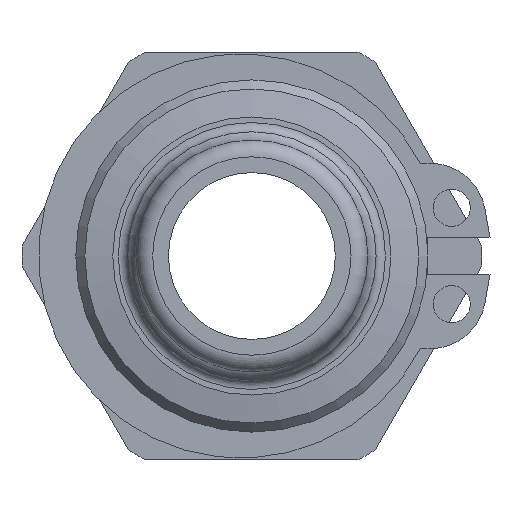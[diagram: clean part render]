
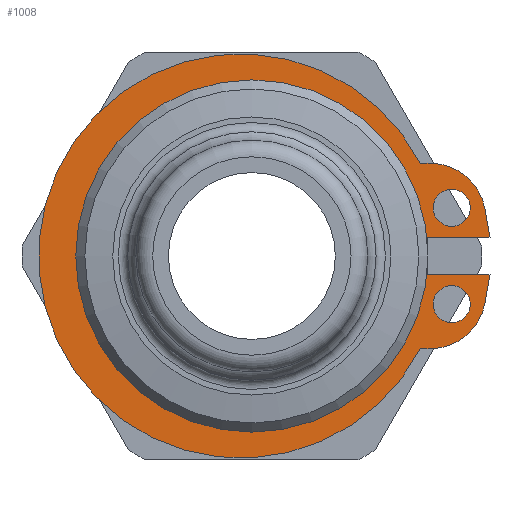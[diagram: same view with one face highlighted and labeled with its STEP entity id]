
A CAD part, left-side view. The second image highlights one B-rep face of the part: STEP entity #1008.
In plain terms, the highlighted planar face has unit normal (-1, 0, 0).
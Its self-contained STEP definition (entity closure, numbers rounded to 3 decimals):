
#32=FACE_BOUND('',#127,.T.);
#33=FACE_BOUND('',#128,.T.);
#44=PLANE('',#1093);
#68=FACE_OUTER_BOUND('',#126,.T.);
#126=EDGE_LOOP('',(#652,#653,#654,#655,#656,#657,#658,#659,#660,#661,#662));
#127=EDGE_LOOP('',(#663));
#128=EDGE_LOOP('',(#664));
#192=LINE('',#1576,#259);
#195=LINE('',#1582,#262);
#196=LINE('',#1584,#263);
#197=LINE('',#1590,#264);
#198=LINE('',#1592,#265);
#199=LINE('',#1596,#266);
#259=VECTOR('',#1241,10.);
#262=VECTOR('',#1246,10.);
#263=VECTOR('',#1247,10.);
#264=VECTOR('',#1252,10.);
#265=VECTOR('',#1253,10.);
#266=VECTOR('',#1256,10.);
#327=CIRCLE('',#1091,3.);
#328=CIRCLE('',#1094,9.);
#329=CIRCLE('',#1095,9.);
#330=CIRCLE('',#1096,3.);
#331=CIRCLE('',#1097,10.9);
#332=CIRCLE('',#1098,1.);
#333=CIRCLE('',#1099,1.);
#405=VERTEX_POINT('',#1569);
#406=VERTEX_POINT('',#1571);
#407=VERTEX_POINT('',#1575);
#409=VERTEX_POINT('',#1581);
#410=VERTEX_POINT('',#1583);
#411=VERTEX_POINT('',#1585);
#412=VERTEX_POINT('',#1587);
#413=VERTEX_POINT('',#1589);
#414=VERTEX_POINT('',#1591);
#415=VERTEX_POINT('',#1593);
#416=VERTEX_POINT('',#1595);
#417=VERTEX_POINT('',#1598);
#418=VERTEX_POINT('',#1600);
#500=EDGE_CURVE('',#405,#406,#327,.T.);
#502=EDGE_CURVE('',#406,#407,#192,.T.);
#505=EDGE_CURVE('',#409,#405,#195,.T.);
#506=EDGE_CURVE('',#410,#409,#196,.T.);
#507=EDGE_CURVE('',#411,#410,#328,.T.);
#508=EDGE_CURVE('',#412,#411,#329,.T.);
#509=EDGE_CURVE('',#413,#412,#197,.T.);
#510=EDGE_CURVE('',#414,#413,#198,.T.);
#511=EDGE_CURVE('',#415,#414,#330,.T.);
#512=EDGE_CURVE('',#416,#415,#199,.T.);
#513=EDGE_CURVE('',#407,#416,#331,.T.);
#514=EDGE_CURVE('',#417,#417,#332,.T.);
#515=EDGE_CURVE('',#418,#418,#333,.T.);
#652=ORIENTED_EDGE('',*,*,#500,.F.);
#653=ORIENTED_EDGE('',*,*,#505,.F.);
#654=ORIENTED_EDGE('',*,*,#506,.F.);
#655=ORIENTED_EDGE('',*,*,#507,.F.);
#656=ORIENTED_EDGE('',*,*,#508,.F.);
#657=ORIENTED_EDGE('',*,*,#509,.F.);
#658=ORIENTED_EDGE('',*,*,#510,.F.);
#659=ORIENTED_EDGE('',*,*,#511,.F.);
#660=ORIENTED_EDGE('',*,*,#512,.F.);
#661=ORIENTED_EDGE('',*,*,#513,.F.);
#662=ORIENTED_EDGE('',*,*,#502,.F.);
#663=ORIENTED_EDGE('',*,*,#514,.T.);
#664=ORIENTED_EDGE('',*,*,#515,.T.);
#1008=ADVANCED_FACE('',(#68,#32,#33),#44,.F.);
#1091=AXIS2_PLACEMENT_3D('',#1572,#1236,#1237);
#1093=AXIS2_PLACEMENT_3D('',#1580,#1244,#1245);
#1094=AXIS2_PLACEMENT_3D('',#1586,#1248,#1249);
#1095=AXIS2_PLACEMENT_3D('',#1588,#1250,#1251);
#1096=AXIS2_PLACEMENT_3D('',#1594,#1254,#1255);
#1097=AXIS2_PLACEMENT_3D('',#1597,#1257,#1258);
#1098=AXIS2_PLACEMENT_3D('',#1599,#1259,#1260);
#1099=AXIS2_PLACEMENT_3D('',#1601,#1261,#1262);
#1236=DIRECTION('center_axis',(1.,0.,0.));
#1237=DIRECTION('ref_axis',(0.,-0.643,-0.766));
#1241=DIRECTION('',(0.,1.,0.));
#1244=DIRECTION('center_axis',(1.,0.,0.));
#1245=DIRECTION('ref_axis',(0.,0.,-1.));
#1246=DIRECTION('',(0.,0.174,-0.985));
#1247=DIRECTION('',(0.,-1.,0.));
#1248=DIRECTION('center_axis',(-1.,0.,0.));
#1249=DIRECTION('ref_axis',(0.,0.,1.));
#1250=DIRECTION('center_axis',(-1.,0.,0.));
#1251=DIRECTION('ref_axis',(0.,0.,1.));
#1252=DIRECTION('',(0.,1.,0.));
#1253=DIRECTION('',(0.,-0.174,-0.985));
#1254=DIRECTION('center_axis',(1.,0.,0.));
#1255=DIRECTION('ref_axis',(0.,-0.643,0.766));
#1256=DIRECTION('',(0.,-1.,0.));
#1257=DIRECTION('center_axis',(1.,0.,0.));
#1258=DIRECTION('ref_axis',(0.,-0.889,-0.459));
#1259=DIRECTION('center_axis',(1.,0.,0.));
#1260=DIRECTION('ref_axis',(0.,0.,-1.));
#1261=DIRECTION('center_axis',(1.,0.,0.));
#1262=DIRECTION('ref_axis',(0.,0.,-1.));
#1569=CARTESIAN_POINT('',(18.3,-12.576,-2.521));
#1571=CARTESIAN_POINT('',(18.3,-9.622,-5.));
#1572=CARTESIAN_POINT('Origin',(18.3,-9.622,-2.));
#1575=CARTESIAN_POINT('',(18.3,-9.086,-5.));
#1576=CARTESIAN_POINT('',(18.3,-12.139,-5.));
#1580=CARTESIAN_POINT('Origin',(18.3,-1.48,0.));
#1581=CARTESIAN_POINT('',(18.3,-12.844,-1.));
#1582=CARTESIAN_POINT('',(18.3,-12.844,-1.));
#1583=CARTESIAN_POINT('',(18.3,-8.944,-1.));
#1584=CARTESIAN_POINT('',(18.3,-8.944,-1.));
#1585=CARTESIAN_POINT('',(18.3,0.,-9.));
#1586=CARTESIAN_POINT('Origin',(18.3,0.,0.));
#1587=CARTESIAN_POINT('',(18.3,-8.944,1.));
#1588=CARTESIAN_POINT('Origin',(18.3,0.,0.));
#1589=CARTESIAN_POINT('',(18.3,-12.844,1.));
#1590=CARTESIAN_POINT('',(18.3,-12.844,1.));
#1591=CARTESIAN_POINT('',(18.3,-12.576,2.521));
#1592=CARTESIAN_POINT('',(18.3,-12.139,5.));
#1593=CARTESIAN_POINT('',(18.3,-9.622,5.));
#1594=CARTESIAN_POINT('Origin',(18.3,-9.622,2.));
#1595=CARTESIAN_POINT('',(18.3,-9.086,5.));
#1596=CARTESIAN_POINT('',(18.3,-9.086,5.));
#1597=CARTESIAN_POINT('Origin',(18.3,0.6,0.));
#1598=CARTESIAN_POINT('',(18.3,-10.78,-1.6));
#1599=CARTESIAN_POINT('Origin',(18.3,-10.78,-2.6));
#1600=CARTESIAN_POINT('',(18.3,-10.78,3.6));
#1601=CARTESIAN_POINT('Origin',(18.3,-10.78,2.6));
